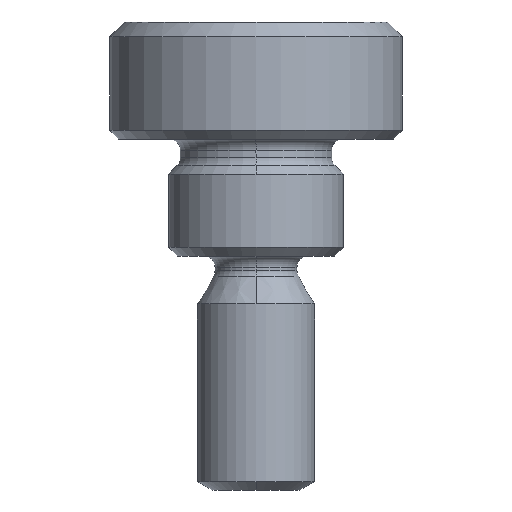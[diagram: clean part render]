
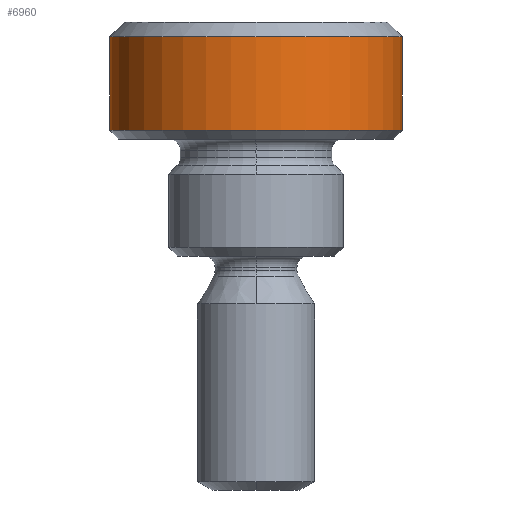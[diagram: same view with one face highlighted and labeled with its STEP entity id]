
A CAD part, left-side view. The second image highlights one B-rep face of the part: STEP entity #6960.
In plain terms, the highlighted cylindrical face has radius 2.5 mm (diameter 5 mm), a partial arc.
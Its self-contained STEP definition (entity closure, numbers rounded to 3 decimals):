
#141 = CARTESIAN_POINT ( 'NONE',  ( 0., 2.5, 0.15 ) ) ;
#296 = VERTEX_POINT ( 'NONE', #6486 ) ;
#346 = VERTEX_POINT ( 'NONE', #5939 ) ;
#695 = AXIS2_PLACEMENT_3D ( 'NONE', #8023, #7248, #9387 ) ;
#1167 = EDGE_LOOP ( 'NONE', ( #6062, #4112, #7448, #7281 ) ) ;
#1172 = EDGE_CURVE ( 'NONE', #6021, #5333, #4794, .T. ) ;
#1802 = DIRECTION ( 'NONE',  ( 0., 0., 1. ) ) ;
#1837 = DIRECTION ( 'NONE',  ( 0., 0., -1. ) ) ;
#2583 = CARTESIAN_POINT ( 'NONE',  ( 0., 0., 1.75 ) ) ;
#2826 = VECTOR ( 'NONE', #5776, 1000. ) ;
#3022 = EDGE_CURVE ( 'NONE', #296, #346, #8723, .T. ) ;
#3322 = CARTESIAN_POINT ( 'NONE',  ( 0., 2.5, 1.75 ) ) ;
#3354 = AXIS2_PLACEMENT_3D ( 'NONE', #2583, #4148, #5546 ) ;
#4112 = ORIENTED_EDGE ( 'NONE', *, *, #8699, .T. ) ;
#4148 = DIRECTION ( 'NONE',  ( 0., 0., -1. ) ) ;
#4794 = LINE ( 'NONE', #4839, #7211 ) ;
#4816 = EDGE_CURVE ( 'NONE', #5333, #346, #7999, .T. ) ;
#4839 = CARTESIAN_POINT ( 'NONE',  ( 0., 2.5, 2. ) ) ;
#5333 = VERTEX_POINT ( 'NONE', #141 ) ;
#5546 = DIRECTION ( 'NONE',  ( 0., -1., 0. ) ) ;
#5776 = DIRECTION ( 'NONE',  ( 0., 0., -1. ) ) ;
#5939 = CARTESIAN_POINT ( 'NONE',  ( 0., -2.5, 0.15 ) ) ;
#5984 = CIRCLE ( 'NONE', #3354, 2.5 ) ;
#6021 = VERTEX_POINT ( 'NONE', #3322 ) ;
#6062 = ORIENTED_EDGE ( 'NONE', *, *, #3022, .F. ) ;
#6486 = CARTESIAN_POINT ( 'NONE',  ( 0., -2.5, 1.75 ) ) ;
#6562 = CARTESIAN_POINT ( 'NONE',  ( 0., -2.5, 2. ) ) ;
#6960 = ADVANCED_FACE ( 'NONE', ( #7150 ), #7971, .T. ) ;
#7045 = DIRECTION ( 'NONE',  ( 0., 1., 0. ) ) ;
#7145 = CARTESIAN_POINT ( 'NONE',  ( 0., 0., 0.15 ) ) ;
#7150 = FACE_OUTER_BOUND ( 'NONE', #1167, .T. ) ;
#7211 = VECTOR ( 'NONE', #1837, 1000. ) ;
#7248 = DIRECTION ( 'NONE',  ( 0., 0., -1. ) ) ;
#7281 = ORIENTED_EDGE ( 'NONE', *, *, #4816, .T. ) ;
#7448 = ORIENTED_EDGE ( 'NONE', *, *, #1172, .T. ) ;
#7971 = CYLINDRICAL_SURFACE ( 'NONE', #695, 2.5 ) ;
#7999 = CIRCLE ( 'NONE', #8784, 2.5 ) ;
#8023 = CARTESIAN_POINT ( 'NONE',  ( 0., 0., 2. ) ) ;
#8699 = EDGE_CURVE ( 'NONE', #296, #6021, #5984, .T. ) ;
#8723 = LINE ( 'NONE', #6562, #2826 ) ;
#8784 = AXIS2_PLACEMENT_3D ( 'NONE', #7145, #1802, #7045 ) ;
#9387 = DIRECTION ( 'NONE',  ( 0., 1., 0. ) ) ;
